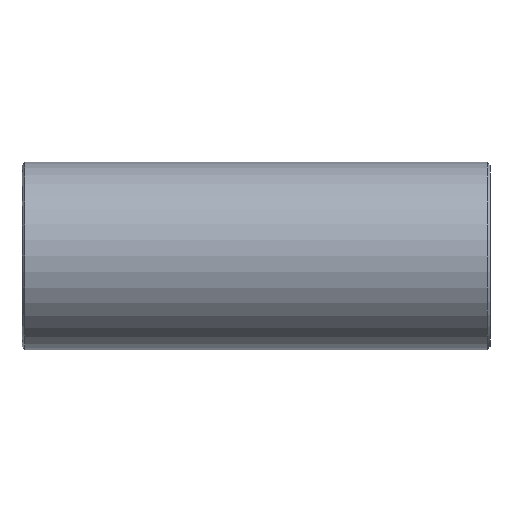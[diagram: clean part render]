
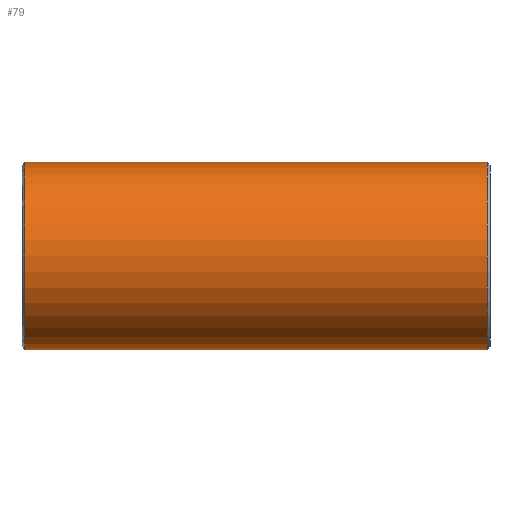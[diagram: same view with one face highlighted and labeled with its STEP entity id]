
A CAD part, front view. The second image highlights one B-rep face of the part: STEP entity #79.
In plain terms, the highlighted cylindrical face has radius 16 mm (diameter 32 mm), a full revolution.
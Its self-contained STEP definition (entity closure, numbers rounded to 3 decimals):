
#79 = ADVANCED_FACE( '', ( #91, #92 ), #93, .T. );
#91 = FACE_OUTER_BOUND( '', #109, .T. );
#92 = FACE_OUTER_BOUND( '', #110, .T. );
#93 = CYLINDRICAL_SURFACE( '', #111, 16. );
#109 = EDGE_LOOP( '', ( #131 ) );
#110 = EDGE_LOOP( '', ( #132 ) );
#111 = AXIS2_PLACEMENT_3D( '', #133, #134, #135 );
#131 = ORIENTED_EDGE( '', *, *, #154, .T. );
#132 = ORIENTED_EDGE( '', *, *, #155, .T. );
#133 = CARTESIAN_POINT( '', ( 10., 0., 0. ) );
#134 = DIRECTION( '', ( 1., 0., 0. ) );
#135 = DIRECTION( '', ( 0., 0., 1. ) );
#154 = EDGE_CURVE( '', #163, #163, #164, .F. );
#155 = EDGE_CURVE( '', #165, #165, #166, .F. );
#163 = VERTEX_POINT( '', #175 );
#164 = CIRCLE( '', #176, 16. );
#165 = VERTEX_POINT( '', #177 );
#166 = CIRCLE( '', #178, 16. );
#175 = CARTESIAN_POINT( '', ( 79.5, 0., -16. ) );
#176 = AXIS2_PLACEMENT_3D( '', #190, #191, #192 );
#177 = CARTESIAN_POINT( '', ( 0.5, 0., 16. ) );
#178 = AXIS2_PLACEMENT_3D( '', #193, #194, #195 );
#190 = CARTESIAN_POINT( '', ( 79.5, 0., 0. ) );
#191 = DIRECTION( '', ( 1., 0., 0. ) );
#192 = DIRECTION( '', ( 0., 0., -1. ) );
#193 = CARTESIAN_POINT( '', ( 0.5, 0., 0. ) );
#194 = DIRECTION( '', ( -1., 0., 0. ) );
#195 = DIRECTION( '', ( 0., 0., 1. ) );
